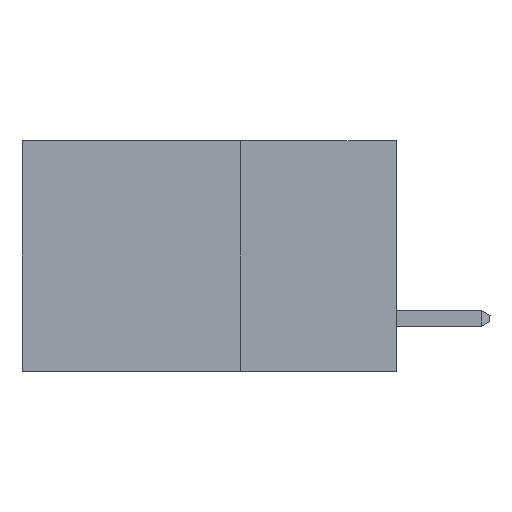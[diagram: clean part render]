
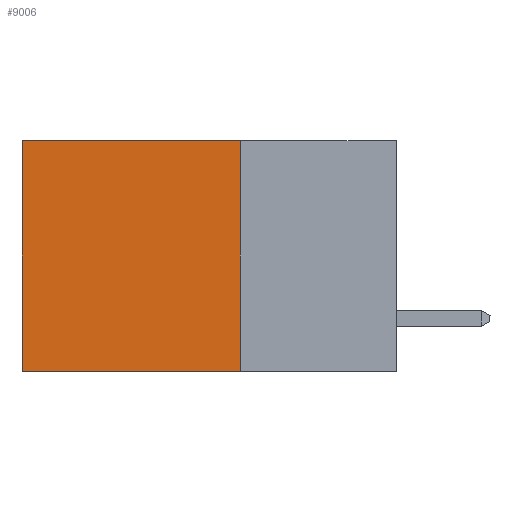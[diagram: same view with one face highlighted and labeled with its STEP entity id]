
A CAD part, left-side view. The second image highlights one B-rep face of the part: STEP entity #9006.
In plain terms, the highlighted planar face has unit normal (-1, 0, 0).
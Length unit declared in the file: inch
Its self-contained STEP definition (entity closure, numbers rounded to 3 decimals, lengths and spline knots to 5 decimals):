
#462 = EDGE_CURVE ( 'NONE', #9777, #16733, #24896, .T. ) ;
#714 = EDGE_LOOP ( 'NONE', ( #3938, #6262, #28969, #29253 ) ) ;
#1328 = CARTESIAN_POINT ( 'NONE',  ( 0.298, 0.6, 0. ) ) ;
#1568 = VECTOR ( 'NONE', #9380, 39.37008 ) ;
#2191 = EDGE_CURVE ( 'NONE', #22939, #5912, #11225, .T. ) ;
#2926 = CARTESIAN_POINT ( 'NONE',  ( 0.298, 0.25, 0. ) ) ;
#3027 = DIRECTION ( 'NONE',  ( 0., 1., 0. ) ) ;
#3034 = DIRECTION ( 'NONE',  ( 0., 0., -1. ) ) ;
#3938 = ORIENTED_EDGE ( 'NONE', *, *, #2191, .T. ) ;
#4443 = CARTESIAN_POINT ( 'NONE',  ( 0.298, 0.6, 0. ) ) ;
#5912 = VERTEX_POINT ( 'NONE', #24587 ) ;
#6262 = ORIENTED_EDGE ( 'NONE', *, *, #7335, .F. ) ;
#6643 = VECTOR ( 'NONE', #3027, 39.37008 ) ;
#7335 = EDGE_CURVE ( 'NONE', #16733, #5912, #31768, .T. ) ;
#8716 = CARTESIAN_POINT ( 'NONE',  ( 0.298, 0.25, 0. ) ) ;
#9006 = ADVANCED_FACE ( 'NONE', ( #18918 ), #25831, .F. ) ;
#9148 = CARTESIAN_POINT ( 'NONE',  ( 0.298, 0.25, 0. ) ) ;
#9380 = DIRECTION ( 'NONE',  ( 0., 1., 0. ) ) ;
#9777 = VERTEX_POINT ( 'NONE', #8716 ) ;
#11225 = LINE ( 'NONE', #1328, #12407 ) ;
#12407 = VECTOR ( 'NONE', #27218, 39.37008 ) ;
#12947 = CARTESIAN_POINT ( 'NONE',  ( 0.298, 0.25, -0.37 ) ) ;
#13315 = VECTOR ( 'NONE', #3034, 39.37008 ) ;
#13522 = DIRECTION ( 'NONE',  ( 0., 0., -1. ) ) ;
#14565 = EDGE_CURVE ( 'NONE', #9777, #22939, #30305, .T. ) ;
#14642 = AXIS2_PLACEMENT_3D ( 'NONE', #2926, #23869, #13522 ) ;
#16382 = CARTESIAN_POINT ( 'NONE',  ( 0.298, 0.25, -0.37 ) ) ;
#16733 = VERTEX_POINT ( 'NONE', #16382 ) ;
#16949 = CARTESIAN_POINT ( 'NONE',  ( 0.298, 0.25, 0. ) ) ;
#18918 = FACE_OUTER_BOUND ( 'NONE', #714, .T. ) ;
#22939 = VERTEX_POINT ( 'NONE', #4443 ) ;
#23869 = DIRECTION ( 'NONE',  ( 1., 0., 0. ) ) ;
#24587 = CARTESIAN_POINT ( 'NONE',  ( 0.298, 0.6, -0.37 ) ) ;
#24896 = LINE ( 'NONE', #16949, #13315 ) ;
#25831 = PLANE ( 'NONE',  #14642 ) ;
#27218 = DIRECTION ( 'NONE',  ( 0., 0., -1. ) ) ;
#28969 = ORIENTED_EDGE ( 'NONE', *, *, #462, .F. ) ;
#29253 = ORIENTED_EDGE ( 'NONE', *, *, #14565, .T. ) ;
#30305 = LINE ( 'NONE', #9148, #1568 ) ;
#31768 = LINE ( 'NONE', #12947, #6643 ) ;
